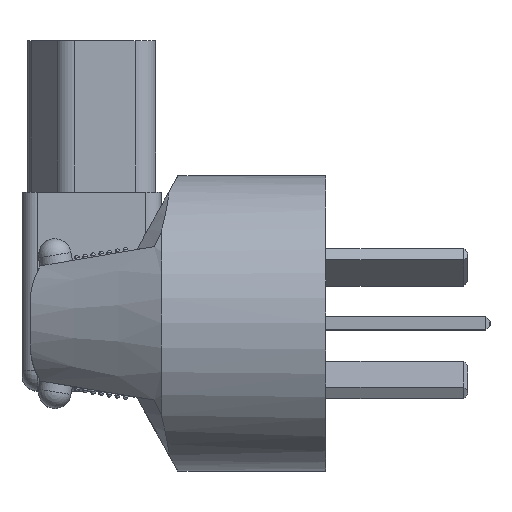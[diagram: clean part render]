
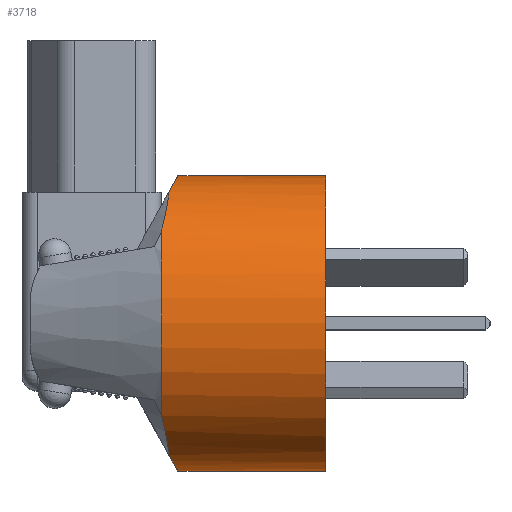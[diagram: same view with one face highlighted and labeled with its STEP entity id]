
A CAD part, top view. The second image highlights one B-rep face of the part: STEP entity #3718.
In plain terms, the highlighted cylindrical face has radius 18 mm (diameter 36 mm), a partial arc.
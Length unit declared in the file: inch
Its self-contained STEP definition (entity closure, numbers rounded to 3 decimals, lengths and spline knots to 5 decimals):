
#88 = CARTESIAN_POINT ( 'NONE',  ( 0.75508, -0.37583, -0.6008 ) ) ;
#360 = CARTESIAN_POINT ( 'NONE',  ( 0.76397, -0.44903, 0.54825 ) ) ;
#587 = CARTESIAN_POINT ( 'NONE',  ( 1.41732, 0., -0.70866 ) ) ;
#645 = DIRECTION ( 'NONE',  ( 1., 0., 0. ) ) ;
#748 = CYLINDRICAL_SURFACE ( 'NONE', #2982, 0.70866 ) ;
#833 = EDGE_CURVE ( 'NONE', #13009, #1287, #3878, .T. ) ;
#895 = ORIENTED_EDGE ( 'NONE', *, *, #6117, .F. ) ;
#971 = DIRECTION ( 'NONE',  ( 1., 0., 0. ) ) ;
#1097 = CARTESIAN_POINT ( 'NONE',  ( 0.76302, -0.44285, -0.55326 ) ) ;
#1165 = CARTESIAN_POINT ( 'NONE',  ( 0.76122, -0.43042, -0.56303 ) ) ;
#1287 = VERTEX_POINT ( 'NONE', #4585 ) ;
#1354 = CARTESIAN_POINT ( 'NONE',  ( 0.7874, 0., 0. ) ) ;
#1383 = CARTESIAN_POINT ( 'NONE',  ( 0.75121, -0.32045, 0.63207 ) ) ;
#1474 =( BOUNDED_CURVE ( )  B_SPLINE_CURVE ( 3, ( #7022, #9010, #8871, #5874 ),
 .UNSPECIFIED., .F., .T. ) 
 B_SPLINE_CURVE_WITH_KNOTS ( ( 4, 4 ),
 ( 3.14159, 3.61081 ),
 .UNSPECIFIED. ) 
 CURVE ( )  GEOMETRIC_REPRESENTATION_ITEM ( )  RATIONAL_B_SPLINE_CURVE ( ( 1., 0.982, 0.982, 1. ) ) 
 REPRESENTATION_ITEM ( '' )  );
#1496 = CARTESIAN_POINT ( 'NONE',  ( 0.78248, -0.53767, 0.46235 ) ) ;
#1697 = CARTESIAN_POINT ( 'NONE',  ( 0.75121, -0.32045, -0.63207 ) ) ;
#1847 = VECTOR ( 'NONE', #8828, 39.37008 ) ;
#2170 = CARTESIAN_POINT ( 'NONE',  ( 0.75712, -0.39704, -0.58713 ) ) ;
#2227 = VERTEX_POINT ( 'NONE', #10019 ) ;
#2304 = CARTESIAN_POINT ( 'NONE',  ( 0.7703, -0.48511, 0.51675 ) ) ;
#2369 = CARTESIAN_POINT ( 'NONE',  ( 0.76415, -0.45018, 0.5473 ) ) ;
#2471 = CARTESIAN_POINT ( 'NONE',  ( 0.70866, 0., 0.70866 ) ) ;
#2511 = DIRECTION ( 'NONE',  ( 0., 0., -1. ) ) ;
#2740 = VERTEX_POINT ( 'NONE', #4169 ) ;
#2798 = ORIENTED_EDGE ( 'NONE', *, *, #7370, .T. ) ;
#2982 = AXIS2_PLACEMENT_3D ( 'NONE', #6945, #7837, #10969 ) ;
#3005 = CARTESIAN_POINT ( 'NONE',  ( 0.75121, -0.32045, 0.63207 ) ) ;
#3062 = CARTESIAN_POINT ( 'NONE',  ( 0.7524, -0.34344, 0.62041 ) ) ;
#3113 = CARTESIAN_POINT ( 'NONE',  ( 0.7874, -0.55373, 0.44225 ) ) ;
#3250 = CARTESIAN_POINT ( 'NONE',  ( 0.76247, -0.43914, -0.55621 ) ) ;
#3264 = VERTEX_POINT ( 'NONE', #12723 ) ;
#3312 = CARTESIAN_POINT ( 'NONE',  ( 0.77805, -0.52071, 0.48135 ) ) ;
#3315 = CARTESIAN_POINT ( 'NONE',  ( 0.7634, -0.44531, -0.55127 ) ) ;
#3340 = VERTEX_POINT ( 'NONE', #3113 ) ;
#3718 = ADVANCED_FACE ( 'NONE', ( #4734 ), #748, .T. ) ;
#3758 = ORIENTED_EDGE ( 'NONE', *, *, #12985, .T. ) ;
#3878 = B_SPLINE_CURVE_WITH_KNOTS ( 'NONE', 3,
 ( #8330, #4273, #9420, #6349, #10437, #88, #6287, #11454, #2170, #4331, #8531, #1165, #3250, #1097, #3315, #5275, #7368, #5408, #8463 ),
 .UNSPECIFIED., .F., .F.,
 ( 4, 2, 1, 2, 2, 2, 1, 1, 2, 2, 4 ),
 ( 0., 0.125, 0.1875, 0.21875, 0.25, 0.375, 0.4375, 0.46875, 0.48437, 0.5, 1. ),
 .UNSPECIFIED. ) ;
#4169 = CARTESIAN_POINT ( 'NONE',  ( 0., 0., -0.70866 ) ) ;
#4273 = CARTESIAN_POINT ( 'NONE',  ( 0.7518, -0.33194, -0.62625 ) ) ;
#4331 = CARTESIAN_POINT ( 'NONE',  ( 0.75829, -0.40748, -0.57993 ) ) ;
#4332 = CARTESIAN_POINT ( 'NONE',  ( 0.70866, 0., 0.70866 ) ) ;
#4398 = CARTESIAN_POINT ( 'NONE',  ( 0.76772, -0.4713, 0.52926 ) ) ;
#4461 = VERTEX_POINT ( 'NONE', #5580 ) ;
#4519 = B_SPLINE_CURVE_WITH_KNOTS ( 'NONE', 3,
 ( #10773, #1496, #3312, #11579, #2304, #4398, #11649, #8529, #12672, #2369, #360, #11322, #6034, #8135, #5026, #12285, #8202, #7047, #12349, #3062, #3005 ),
 .UNSPECIFIED., .F., .F.,
 ( 4, 2, 2, 1, 1, 2, 2, 2, 1, 2, 2, 4 ),
 ( 0., 0.25, 0.375, 0.4375, 0.46875, 0.48437, 0.5, 0.625, 0.6875, 0.71875, 0.75, 1. ),
 .UNSPECIFIED. ) ;
#4585 = CARTESIAN_POINT ( 'NONE',  ( 0.7874, -0.55373, -0.44225 ) ) ;
#4734 = FACE_OUTER_BOUND ( 'NONE', #7468, .T. ) ;
#5026 = CARTESIAN_POINT ( 'NONE',  ( 0.75802, -0.40489, 0.58167 ) ) ;
#5275 = CARTESIAN_POINT ( 'NONE',  ( 0.76359, -0.44657, -0.55025 ) ) ;
#5408 = CARTESIAN_POINT ( 'NONE',  ( 0.77756, -0.52161, -0.48247 ) ) ;
#5470 = DIRECTION ( 'NONE',  ( 1., 0., 0. ) ) ;
#5580 = CARTESIAN_POINT ( 'NONE',  ( 0., 0., 0.70866 ) ) ;
#5831 = LINE ( 'NONE', #9908, #10755 ) ;
#5874 = CARTESIAN_POINT ( 'NONE',  ( 0.75121, -0.32045, -0.63207 ) ) ;
#5896 = ORIENTED_EDGE ( 'NONE', *, *, #7357, .F. ) ;
#6034 = CARTESIAN_POINT ( 'NONE',  ( 0.76086, -0.42799, 0.56496 ) ) ;
#6117 = EDGE_CURVE ( 'NONE', #4461, #6341, #5831, .T. ) ;
#6287 = CARTESIAN_POINT ( 'NONE',  ( 0.75557, -0.38114, -0.59745 ) ) ;
#6295 = ORIENTED_EDGE ( 'NONE', *, *, #10989, .F. ) ;
#6341 = VERTEX_POINT ( 'NONE', #4332 ) ;
#6349 = CARTESIAN_POINT ( 'NONE',  ( 0.75372, -0.35968, -0.61063 ) ) ;
#6684 = ORIENTED_EDGE ( 'NONE', *, *, #833, .T. ) ;
#6945 = CARTESIAN_POINT ( 'NONE',  ( 1.41732, 0., 0. ) ) ;
#7022 = CARTESIAN_POINT ( 'NONE',  ( 0.70866, 0., -0.70866 ) ) ;
#7047 = CARTESIAN_POINT ( 'NONE',  ( 0.75634, -0.38906, 0.59232 ) ) ;
#7357 = EDGE_CURVE ( 'NONE', #3340, #1287, #7786, .T. ) ;
#7368 = CARTESIAN_POINT ( 'NONE',  ( 0.76968, -0.48584, -0.51824 ) ) ;
#7370 = EDGE_CURVE ( 'NONE', #3340, #2227, #4519, .T. ) ;
#7468 = EDGE_LOOP ( 'NONE', ( #895, #10345, #12720, #3758, #6684, #5896, #2798, #6295 ) ) ;
#7786 = CIRCLE ( 'NONE', #7997, 0.70866 ) ;
#7837 = DIRECTION ( 'NONE',  ( 1., 0., 0. ) ) ;
#7997 = AXIS2_PLACEMENT_3D ( 'NONE', #1354, #5470, #2511 ) ;
#8135 = CARTESIAN_POINT ( 'NONE',  ( 0.75894, -0.41264, 0.57617 ) ) ;
#8202 = CARTESIAN_POINT ( 'NONE',  ( 0.75661, -0.39175, 0.59055 ) ) ;
#8330 = CARTESIAN_POINT ( 'NONE',  ( 0.75121, -0.32045, -0.63207 ) ) ;
#8463 = CARTESIAN_POINT ( 'NONE',  ( 0.7874, -0.55373, -0.44225 ) ) ;
#8529 = CARTESIAN_POINT ( 'NONE',  ( 0.7651, -0.4561, 0.54239 ) ) ;
#8531 = CARTESIAN_POINT ( 'NONE',  ( 0.76021, -0.42283, -0.56873 ) ) ;
#8770 = AXIS2_PLACEMENT_3D ( 'NONE', #10241, #971, #9233 ) ;
#8828 = DIRECTION ( 'NONE',  ( 1., 0., 0. ) ) ;
#8871 = CARTESIAN_POINT ( 'NONE',  ( 0.72311, -0.22067, -0.68266 ) ) ;
#9010 = CARTESIAN_POINT ( 'NONE',  ( 0.70866, -0.11187, -0.70866 ) ) ;
#9233 = DIRECTION ( 'NONE',  ( 0., 0., -1. ) ) ;
#9420 = CARTESIAN_POINT ( 'NONE',  ( 0.75251, -0.34318, -0.62015 ) ) ;
#9571 = CARTESIAN_POINT ( 'NONE',  ( 0.72311, -0.22067, 0.68266 ) ) ;
#9844 = LINE ( 'NONE', #587, #1847 ) ;
#9908 = CARTESIAN_POINT ( 'NONE',  ( 1.41732, 0., 0.70866 ) ) ;
#10019 = CARTESIAN_POINT ( 'NONE',  ( 0.75121, -0.32045, 0.63207 ) ) ;
#10241 = CARTESIAN_POINT ( 'NONE',  ( 0., 0., 0. ) ) ;
#10345 = ORIENTED_EDGE ( 'NONE', *, *, #12701, .T. ) ;
#10437 = CARTESIAN_POINT ( 'NONE',  ( 0.75437, -0.36783, -0.60578 ) ) ;
#10663 = CARTESIAN_POINT ( 'NONE',  ( 0.70866, -0.11187, 0.70866 ) ) ;
#10755 = VECTOR ( 'NONE', #645, 39.37008 ) ;
#10773 = CARTESIAN_POINT ( 'NONE',  ( 0.7874, -0.55373, 0.44225 ) ) ;
#10969 = DIRECTION ( 'NONE',  ( 0., 0., -1. ) ) ;
#10989 = EDGE_CURVE ( 'NONE', #6341, #2227, #12185, .T. ) ;
#11322 = CARTESIAN_POINT ( 'NONE',  ( 0.76226, -0.43801, 0.55723 ) ) ;
#11454 = CARTESIAN_POINT ( 'NONE',  ( 0.75582, -0.38374, -0.59578 ) ) ;
#11579 = CARTESIAN_POINT ( 'NONE',  ( 0.77215, -0.49415, 0.50811 ) ) ;
#11649 = CARTESIAN_POINT ( 'NONE',  ( 0.76647, -0.46433, 0.53541 ) ) ;
#12185 =( BOUNDED_CURVE ( )  B_SPLINE_CURVE ( 3, ( #2471, #10663, #9571, #1383 ),
 .UNSPECIFIED., .F., .F. ) 
 B_SPLINE_CURVE_WITH_KNOTS ( ( 4, 4 ),
 ( 3.14159, 3.61081 ),
 .UNSPECIFIED. ) 
 CURVE ( )  GEOMETRIC_REPRESENTATION_ITEM ( )  RATIONAL_B_SPLINE_CURVE ( ( 1., 0.982, 0.982, 1. ) ) 
 REPRESENTATION_ITEM ( '' )  );
#12285 = CARTESIAN_POINT ( 'NONE',  ( 0.75717, -0.39702, 0.58701 ) ) ;
#12349 = CARTESIAN_POINT ( 'NONE',  ( 0.75402, -0.36546, 0.60767 ) ) ;
#12569 = EDGE_CURVE ( 'NONE', #2740, #3264, #9844, .T. ) ;
#12672 = CARTESIAN_POINT ( 'NONE',  ( 0.76453, -0.45255, 0.54534 ) ) ;
#12701 = EDGE_CURVE ( 'NONE', #4461, #2740, #13318, .T. ) ;
#12720 = ORIENTED_EDGE ( 'NONE', *, *, #12569, .T. ) ;
#12723 = CARTESIAN_POINT ( 'NONE',  ( 0.70866, 0., -0.70866 ) ) ;
#12985 = EDGE_CURVE ( 'NONE', #3264, #13009, #1474, .T. ) ;
#13009 = VERTEX_POINT ( 'NONE', #1697 ) ;
#13318 = CIRCLE ( 'NONE', #8770, 0.70866 ) ;
